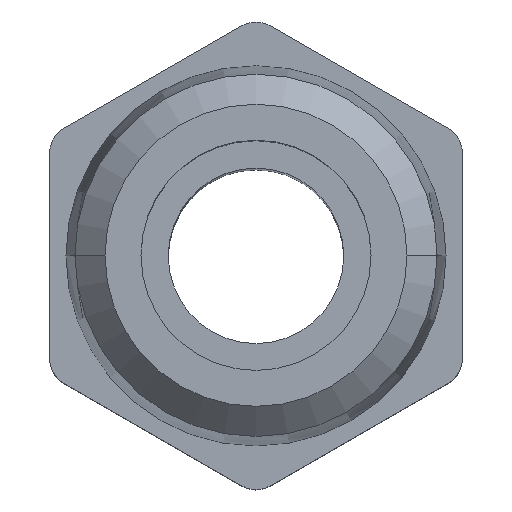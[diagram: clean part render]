
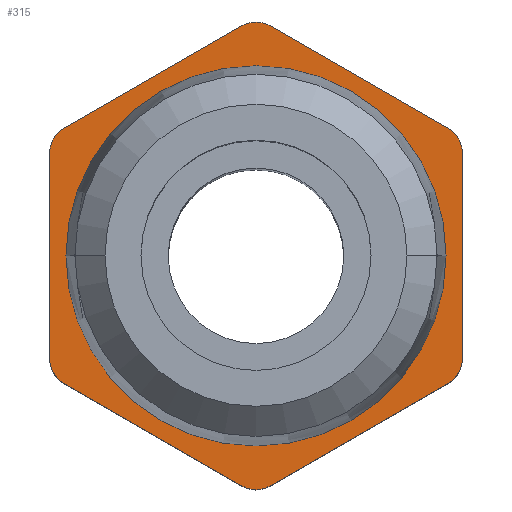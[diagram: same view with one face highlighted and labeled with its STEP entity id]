
A CAD part, top view. The second image highlights one B-rep face of the part: STEP entity #315.
In plain terms, the highlighted planar face has unit normal (0, 0, 1).
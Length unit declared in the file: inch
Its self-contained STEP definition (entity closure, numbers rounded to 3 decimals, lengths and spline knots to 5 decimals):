
#5 = EDGE_CURVE ( 'NONE', #893, #978, #330, .T. ) ;
#11 = LINE ( 'NONE', #947, #262 ) ;
#22 = EDGE_LOOP ( 'NONE', ( #1188, #1124, #881, #1057, #506, #800, #453, #364, #680, #607, #319, #782 ) ) ;
#43 = CARTESIAN_POINT ( 'NONE',  ( -0.015, 0.24393, 0.08 ) ) ;
#52 = CARTESIAN_POINT ( 'NONE',  ( 0.015, 0.24393, 0.08 ) ) ;
#54 = AXIS2_PLACEMENT_3D ( 'NONE', #941, #369, #1028 ) ;
#69 = EDGE_CURVE ( 'NONE', #1043, #171, #1055, .T. ) ;
#110 = VERTEX_POINT ( 'NONE', #43 ) ;
#111 = VERTEX_POINT ( 'NONE', #993 ) ;
#119 = CARTESIAN_POINT ( 'NONE',  ( 0., 0.25259, 0.08 ) ) ;
#140 = CARTESIAN_POINT ( 'NONE',  ( 0., 0., 0.08 ) ) ;
#161 = EDGE_CURVE ( 'NONE', #978, #111, #780, .T. ) ;
#164 = DIRECTION ( 'NONE',  ( 0., 0., 1. ) ) ;
#169 = VERTEX_POINT ( 'NONE', #727 ) ;
#171 = VERTEX_POINT ( 'NONE', #246 ) ;
#196 = VERTEX_POINT ( 'NONE', #1093 ) ;
#206 = CIRCLE ( 'NONE', #619, 0.03 ) ;
#209 = CIRCLE ( 'NONE', #437, 0.2015 ) ;
#213 = EDGE_CURVE ( 'NONE', #802, #1043, #491, .T. ) ;
#227 = DIRECTION ( 'NONE',  ( 0., 0., 1. ) ) ;
#230 = DIRECTION ( 'NONE',  ( 1., 0., 0. ) ) ;
#240 = VECTOR ( 'NONE', #1157, 39.37008 ) ;
#246 = CARTESIAN_POINT ( 'NONE',  ( 0.20375, -0.13496, 0.08 ) ) ;
#248 = EDGE_CURVE ( 'NONE', #196, #958, #209, .T. ) ;
#261 = CARTESIAN_POINT ( 'NONE',  ( 0., 0., 0.08 ) ) ;
#262 = VECTOR ( 'NONE', #273, 39.37008 ) ;
#273 = DIRECTION ( 'NONE',  ( 0., 1., 0. ) ) ;
#288 = CARTESIAN_POINT ( 'NONE',  ( -0.20375, 0.13496, 0.08 ) ) ;
#315 = ADVANCED_FACE ( 'NONE', ( #377, #891 ), #1206, .T. ) ;
#319 = ORIENTED_EDGE ( 'NONE', *, *, #161, .T. ) ;
#321 = EDGE_CURVE ( 'NONE', #1129, #656, #602, .T. ) ;
#330 = CIRCLE ( 'NONE', #647, 0.03 ) ;
#343 = VECTOR ( 'NONE', #374, 39.37008 ) ;
#362 = DIRECTION ( 'NONE',  ( 1., 0., 0. ) ) ;
#364 = ORIENTED_EDGE ( 'NONE', *, *, #570, .T. ) ;
#369 = DIRECTION ( 'NONE',  ( 0., 0., 1. ) ) ;
#374 = DIRECTION ( 'NONE',  ( -0.866, 0.5, 0. ) ) ;
#377 = FACE_BOUND ( 'NONE', #569, .T. ) ;
#409 = EDGE_CURVE ( 'NONE', #111, #169, #905, .T. ) ;
#427 = DIRECTION ( 'NONE',  ( 0., 0., 1. ) ) ;
#435 = CARTESIAN_POINT ( 'NONE',  ( -0.21875, 0.1263, 0.08 ) ) ;
#437 = AXIS2_PLACEMENT_3D ( 'NONE', #261, #934, #362 ) ;
#453 = ORIENTED_EDGE ( 'NONE', *, *, #321, .T. ) ;
#469 = EDGE_CURVE ( 'NONE', #169, #802, #1051, .T. ) ;
#478 = CARTESIAN_POINT ( 'NONE',  ( -0.18875, -0.10897, 0.08 ) ) ;
#479 = AXIS2_PLACEMENT_3D ( 'NONE', #140, #812, #230 ) ;
#489 = CARTESIAN_POINT ( 'NONE',  ( -0.21875, -0.1263, 0.08 ) ) ;
#491 = CIRCLE ( 'NONE', #834, 0.03 ) ;
#498 = CIRCLE ( 'NONE', #864, 0.03 ) ;
#500 = CARTESIAN_POINT ( 'NONE',  ( 0.18875, -0.10897, 0.08 ) ) ;
#506 = ORIENTED_EDGE ( 'NONE', *, *, #801, .T. ) ;
#510 = DIRECTION ( 'NONE',  ( 0., 0., 1. ) ) ;
#526 = ORIENTED_EDGE ( 'NONE', *, *, #248, .F. ) ;
#553 = VECTOR ( 'NONE', #964, 39.37008 ) ;
#562 = VECTOR ( 'NONE', #787, 39.37008 ) ;
#569 = EDGE_LOOP ( 'NONE', ( #526, #597 ) ) ;
#570 = EDGE_CURVE ( 'NONE', #656, #110, #747, .T. ) ;
#572 = VERTEX_POINT ( 'NONE', #1069 ) ;
#581 = EDGE_CURVE ( 'NONE', #572, #1129, #206, .T. ) ;
#582 = DIRECTION ( 'NONE',  ( 1., 0., 0. ) ) ;
#588 = CARTESIAN_POINT ( 'NONE',  ( 0.21875, -0.10897, 0.08 ) ) ;
#593 = AXIS2_PLACEMENT_3D ( 'NONE', #478, #1138, #582 ) ;
#597 = ORIENTED_EDGE ( 'NONE', *, *, #614, .F. ) ;
#602 = LINE ( 'NONE', #945, #343 ) ;
#605 = DIRECTION ( 'NONE',  ( 1., 0., 0. ) ) ;
#607 = ORIENTED_EDGE ( 'NONE', *, *, #5, .T. ) ;
#614 = EDGE_CURVE ( 'NONE', #958, #196, #1145, .T. ) ;
#619 = AXIS2_PLACEMENT_3D ( 'NONE', #808, #227, #906 ) ;
#647 = AXIS2_PLACEMENT_3D ( 'NONE', #819, #427, #1086 ) ;
#656 = VERTEX_POINT ( 'NONE', #52 ) ;
#680 = ORIENTED_EDGE ( 'NONE', *, *, #982, .T. ) ;
#683 = AXIS2_PLACEMENT_3D ( 'NONE', #1072, #510, #1161 ) ;
#689 = CARTESIAN_POINT ( 'NONE',  ( -0.21875, 0.10897, 0.08 ) ) ;
#727 = CARTESIAN_POINT ( 'NONE',  ( -0.20375, -0.13496, 0.08 ) ) ;
#733 = CARTESIAN_POINT ( 'NONE',  ( 0., -0.21795, 0.08 ) ) ;
#747 = CIRCLE ( 'NONE', #683, 0.03 ) ;
#780 = LINE ( 'NONE', #435, #1024 ) ;
#782 = ORIENTED_EDGE ( 'NONE', *, *, #409, .T. ) ;
#787 = DIRECTION ( 'NONE',  ( -0.866, -0.5, 0. ) ) ;
#792 = CARTESIAN_POINT ( 'NONE',  ( 0.015, -0.24393, 0.08 ) ) ;
#800 = ORIENTED_EDGE ( 'NONE', *, *, #581, .T. ) ;
#801 = EDGE_CURVE ( 'NONE', #925, #572, #11, .T. ) ;
#802 = VERTEX_POINT ( 'NONE', #1037 ) ;
#808 = CARTESIAN_POINT ( 'NONE',  ( 0.18875, 0.10897, 0.08 ) ) ;
#812 = DIRECTION ( 'NONE',  ( 0., 0., 1. ) ) ;
#819 = CARTESIAN_POINT ( 'NONE',  ( -0.18875, 0.10897, 0.08 ) ) ;
#834 = AXIS2_PLACEMENT_3D ( 'NONE', #733, #164, #840 ) ;
#840 = DIRECTION ( 'NONE',  ( 1., 0., 0. ) ) ;
#864 = AXIS2_PLACEMENT_3D ( 'NONE', #500, #1153, #605 ) ;
#881 = ORIENTED_EDGE ( 'NONE', *, *, #69, .T. ) ;
#883 = CARTESIAN_POINT ( 'NONE',  ( -0.2015, 0., 0.08 ) ) ;
#891 = FACE_OUTER_BOUND ( 'NONE', #22, .T. ) ;
#893 = VERTEX_POINT ( 'NONE', #288 ) ;
#902 = CARTESIAN_POINT ( 'NONE',  ( 0.20375, 0.13496, 0.08 ) ) ;
#905 = CIRCLE ( 'NONE', #593, 0.03 ) ;
#906 = DIRECTION ( 'NONE',  ( 1., 0., 0. ) ) ;
#925 = VERTEX_POINT ( 'NONE', #588 ) ;
#934 = DIRECTION ( 'NONE',  ( 0., 0., 1. ) ) ;
#941 = CARTESIAN_POINT ( 'NONE',  ( 0., 0., 0.08 ) ) ;
#945 = CARTESIAN_POINT ( 'NONE',  ( 0.21875, 0.1263, 0.08 ) ) ;
#947 = CARTESIAN_POINT ( 'NONE',  ( 0.21875, -0.1263, 0.08 ) ) ;
#958 = VERTEX_POINT ( 'NONE', #883 ) ;
#964 = DIRECTION ( 'NONE',  ( 0.866, -0.5, 0. ) ) ;
#978 = VERTEX_POINT ( 'NONE', #689 ) ;
#982 = EDGE_CURVE ( 'NONE', #110, #893, #1058, .T. ) ;
#993 = CARTESIAN_POINT ( 'NONE',  ( -0.21875, -0.10897, 0.08 ) ) ;
#1003 = DIRECTION ( 'NONE',  ( 0., -1., 0. ) ) ;
#1004 = CARTESIAN_POINT ( 'NONE',  ( 0., -0.25259, 0.08 ) ) ;
#1024 = VECTOR ( 'NONE', #1003, 39.37008 ) ;
#1028 = DIRECTION ( 'NONE',  ( 1., 0., 0. ) ) ;
#1037 = CARTESIAN_POINT ( 'NONE',  ( -0.015, -0.24393, 0.08 ) ) ;
#1043 = VERTEX_POINT ( 'NONE', #792 ) ;
#1045 = EDGE_CURVE ( 'NONE', #171, #925, #498, .T. ) ;
#1051 = LINE ( 'NONE', #489, #553 ) ;
#1055 = LINE ( 'NONE', #1004, #240 ) ;
#1057 = ORIENTED_EDGE ( 'NONE', *, *, #1045, .T. ) ;
#1058 = LINE ( 'NONE', #119, #562 ) ;
#1069 = CARTESIAN_POINT ( 'NONE',  ( 0.21875, 0.10897, 0.08 ) ) ;
#1072 = CARTESIAN_POINT ( 'NONE',  ( 0., 0.21795, 0.08 ) ) ;
#1086 = DIRECTION ( 'NONE',  ( 1., 0., 0. ) ) ;
#1093 = CARTESIAN_POINT ( 'NONE',  ( 0.2015, 0., 0.08 ) ) ;
#1124 = ORIENTED_EDGE ( 'NONE', *, *, #213, .T. ) ;
#1129 = VERTEX_POINT ( 'NONE', #902 ) ;
#1138 = DIRECTION ( 'NONE',  ( 0., 0., 1. ) ) ;
#1145 = CIRCLE ( 'NONE', #479, 0.2015 ) ;
#1153 = DIRECTION ( 'NONE',  ( 0., 0., 1. ) ) ;
#1157 = DIRECTION ( 'NONE',  ( 0.866, 0.5, 0. ) ) ;
#1161 = DIRECTION ( 'NONE',  ( 1., 0., 0. ) ) ;
#1188 = ORIENTED_EDGE ( 'NONE', *, *, #469, .T. ) ;
#1206 = PLANE ( 'NONE',  #54 ) ;
